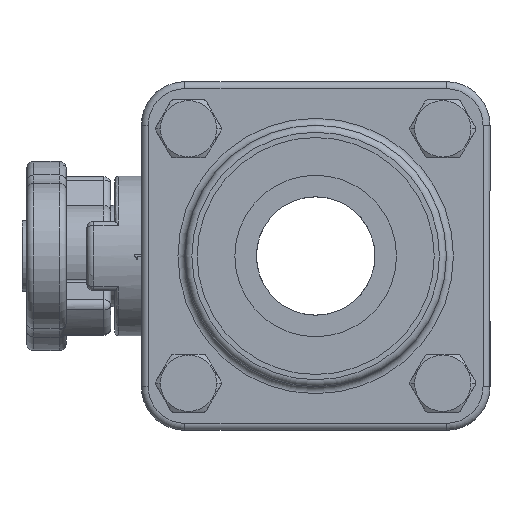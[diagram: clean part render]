
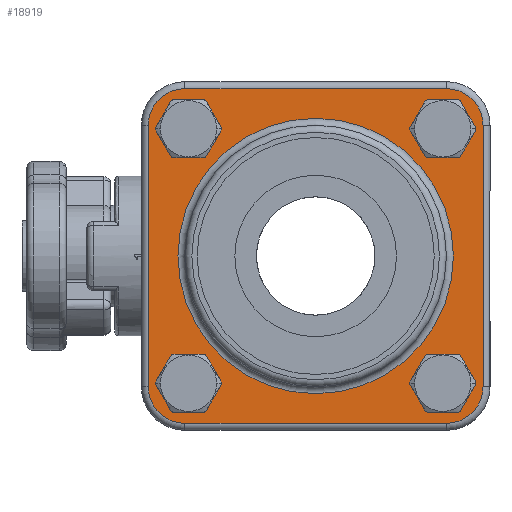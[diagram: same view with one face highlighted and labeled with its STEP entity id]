
A CAD part, left-side view. The second image highlights one B-rep face of the part: STEP entity #18919.
In plain terms, the highlighted face is planar.
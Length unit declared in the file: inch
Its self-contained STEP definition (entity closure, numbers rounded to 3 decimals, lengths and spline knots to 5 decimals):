
#630=FACE_BOUND('',#3064,.T.);
#631=FACE_BOUND('',#3065,.T.);
#632=FACE_BOUND('',#3066,.T.);
#633=FACE_BOUND('',#3067,.T.);
#634=FACE_BOUND('',#3068,.T.);
#1002=PLANE('',#21176);
#1879=FACE_OUTER_BOUND('',#3063,.T.);
#3063=EDGE_LOOP('',(#16348,#16349,#16350,#16351,#16352,#16353,#16354,#16355));
#3064=EDGE_LOOP('',(#16356,#16357));
#3065=EDGE_LOOP('',(#16358,#16359));
#3066=EDGE_LOOP('',(#16360,#16361));
#3067=EDGE_LOOP('',(#16362,#16363));
#3068=EDGE_LOOP('',(#16364));
#4557=CIRCLE('',#21175,1.185);
#4558=CIRCLE('',#21177,0.315);
#4559=CIRCLE('',#21178,0.315);
#4560=CIRCLE('',#21179,0.315);
#4561=CIRCLE('',#21180,0.315);
#4562=CIRCLE('',#21181,0.175);
#4563=CIRCLE('',#21182,0.175);
#4564=CIRCLE('',#21183,0.175);
#4565=CIRCLE('',#21184,0.175);
#4566=CIRCLE('',#21185,0.175);
#4567=CIRCLE('',#21186,0.175);
#4568=CIRCLE('',#21187,0.175);
#4569=CIRCLE('',#21188,0.175);
#5829=LINE('',#37035,#7205);
#5830=LINE('',#37039,#7206);
#5831=LINE('',#37043,#7207);
#5832=LINE('',#37047,#7208);
#7205=VECTOR('',#25936,0.3937);
#7206=VECTOR('',#25939,0.3937);
#7207=VECTOR('',#25942,0.3937);
#7208=VECTOR('',#25945,0.3937);
#8920=VERTEX_POINT('',#37029);
#8921=VERTEX_POINT('',#37033);
#8922=VERTEX_POINT('',#37034);
#8923=VERTEX_POINT('',#37036);
#8924=VERTEX_POINT('',#37038);
#8925=VERTEX_POINT('',#37040);
#8926=VERTEX_POINT('',#37042);
#8927=VERTEX_POINT('',#37044);
#8928=VERTEX_POINT('',#37046);
#8929=VERTEX_POINT('',#37049);
#8930=VERTEX_POINT('',#37050);
#8931=VERTEX_POINT('',#37053);
#8932=VERTEX_POINT('',#37054);
#8933=VERTEX_POINT('',#37057);
#8934=VERTEX_POINT('',#37058);
#8935=VERTEX_POINT('',#37061);
#8936=VERTEX_POINT('',#37062);
#11442=EDGE_CURVE('',#8920,#8920,#4557,.T.);
#11443=EDGE_CURVE('',#8921,#8922,#5829,.T.);
#11444=EDGE_CURVE('',#8923,#8921,#4558,.T.);
#11445=EDGE_CURVE('',#8924,#8923,#5830,.T.);
#11446=EDGE_CURVE('',#8925,#8924,#4559,.T.);
#11447=EDGE_CURVE('',#8926,#8925,#5831,.T.);
#11448=EDGE_CURVE('',#8927,#8926,#4560,.T.);
#11449=EDGE_CURVE('',#8928,#8927,#5832,.T.);
#11450=EDGE_CURVE('',#8922,#8928,#4561,.T.);
#11451=EDGE_CURVE('',#8929,#8930,#4562,.T.);
#11452=EDGE_CURVE('',#8930,#8929,#4563,.T.);
#11453=EDGE_CURVE('',#8931,#8932,#4564,.T.);
#11454=EDGE_CURVE('',#8932,#8931,#4565,.T.);
#11455=EDGE_CURVE('',#8933,#8934,#4566,.T.);
#11456=EDGE_CURVE('',#8934,#8933,#4567,.T.);
#11457=EDGE_CURVE('',#8935,#8936,#4568,.T.);
#11458=EDGE_CURVE('',#8936,#8935,#4569,.T.);
#16348=ORIENTED_EDGE('',*,*,#11443,.F.);
#16349=ORIENTED_EDGE('',*,*,#11444,.F.);
#16350=ORIENTED_EDGE('',*,*,#11445,.F.);
#16351=ORIENTED_EDGE('',*,*,#11446,.F.);
#16352=ORIENTED_EDGE('',*,*,#11447,.F.);
#16353=ORIENTED_EDGE('',*,*,#11448,.F.);
#16354=ORIENTED_EDGE('',*,*,#11449,.F.);
#16355=ORIENTED_EDGE('',*,*,#11450,.F.);
#16356=ORIENTED_EDGE('',*,*,#11451,.T.);
#16357=ORIENTED_EDGE('',*,*,#11452,.T.);
#16358=ORIENTED_EDGE('',*,*,#11453,.T.);
#16359=ORIENTED_EDGE('',*,*,#11454,.T.);
#16360=ORIENTED_EDGE('',*,*,#11455,.T.);
#16361=ORIENTED_EDGE('',*,*,#11456,.T.);
#16362=ORIENTED_EDGE('',*,*,#11457,.T.);
#16363=ORIENTED_EDGE('',*,*,#11458,.T.);
#16364=ORIENTED_EDGE('',*,*,#11442,.F.);
#18919=ADVANCED_FACE('',(#1879,#630,#631,#632,#633,#634),#1002,.T.);
#21175=AXIS2_PLACEMENT_3D('',#37031,#25932,#25933);
#21176=AXIS2_PLACEMENT_3D('',#37032,#25934,#25935);
#21177=AXIS2_PLACEMENT_3D('',#37037,#25937,#25938);
#21178=AXIS2_PLACEMENT_3D('',#37041,#25940,#25941);
#21179=AXIS2_PLACEMENT_3D('',#37045,#25943,#25944);
#21180=AXIS2_PLACEMENT_3D('',#37048,#25946,#25947);
#21181=AXIS2_PLACEMENT_3D('',#37051,#25948,#25949);
#21182=AXIS2_PLACEMENT_3D('',#37052,#25950,#25951);
#21183=AXIS2_PLACEMENT_3D('',#37055,#25952,#25953);
#21184=AXIS2_PLACEMENT_3D('',#37056,#25954,#25955);
#21185=AXIS2_PLACEMENT_3D('',#37059,#25956,#25957);
#21186=AXIS2_PLACEMENT_3D('',#37060,#25958,#25959);
#21187=AXIS2_PLACEMENT_3D('',#37063,#25960,#25961);
#21188=AXIS2_PLACEMENT_3D('',#37064,#25962,#25963);
#25932=DIRECTION('center_axis',(0.,0.,1.));
#25933=DIRECTION('ref_axis',(-1.,0.,0.));
#25934=DIRECTION('center_axis',(0.,0.,1.));
#25935=DIRECTION('ref_axis',(1.,0.,0.));
#25936=DIRECTION('',(1.,0.,0.));
#25937=DIRECTION('center_axis',(0.,0.,-1.));
#25938=DIRECTION('ref_axis',(-0.707,0.707,0.));
#25939=DIRECTION('',(0.,1.,0.));
#25940=DIRECTION('center_axis',(0.,0.,-1.));
#25941=DIRECTION('ref_axis',(-0.707,-0.707,0.));
#25942=DIRECTION('',(-1.,0.,0.));
#25943=DIRECTION('center_axis',(0.,0.,-1.));
#25944=DIRECTION('ref_axis',(0.707,-0.707,0.));
#25945=DIRECTION('',(0.,-1.,0.));
#25946=DIRECTION('center_axis',(0.,0.,-1.));
#25947=DIRECTION('ref_axis',(0.707,0.707,0.));
#25948=DIRECTION('center_axis',(0.,0.,-1.));
#25949=DIRECTION('ref_axis',(0.,-1.,0.));
#25950=DIRECTION('center_axis',(0.,0.,-1.));
#25951=DIRECTION('ref_axis',(0.,-1.,0.));
#25952=DIRECTION('center_axis',(0.,0.,-1.));
#25953=DIRECTION('ref_axis',(-1.,0.,0.));
#25954=DIRECTION('center_axis',(0.,0.,-1.));
#25955=DIRECTION('ref_axis',(-1.,0.,0.));
#25956=DIRECTION('center_axis',(0.,0.,-1.));
#25957=DIRECTION('ref_axis',(0.,1.,0.));
#25958=DIRECTION('center_axis',(0.,0.,-1.));
#25959=DIRECTION('ref_axis',(0.,1.,0.));
#25960=DIRECTION('center_axis',(0.,0.,-1.));
#25961=DIRECTION('ref_axis',(1.,0.,0.));
#25962=DIRECTION('center_axis',(0.,0.,-1.));
#25963=DIRECTION('ref_axis',(1.,0.,0.));
#37029=CARTESIAN_POINT('',(1.185,0.,0.59));
#37031=CARTESIAN_POINT('Origin',(0.,0.,0.59));
#37032=CARTESIAN_POINT('Origin',(0.,0.,
0.59));
#37033=CARTESIAN_POINT('',(-1.125,1.44,0.59));
#37034=CARTESIAN_POINT('',(1.125,1.44,0.59));
#37035=CARTESIAN_POINT('',(-0.75,1.44,0.59));
#37036=CARTESIAN_POINT('',(-1.44,1.125,0.59));
#37037=CARTESIAN_POINT('Origin',(-1.125,1.125,0.59));
#37038=CARTESIAN_POINT('',(-1.44,-1.125,0.59));
#37039=CARTESIAN_POINT('',(-1.44,-0.75,0.59));
#37040=CARTESIAN_POINT('',(-1.125,-1.44,0.59));
#37041=CARTESIAN_POINT('Origin',(-1.125,-1.125,0.59));
#37042=CARTESIAN_POINT('',(1.125,-1.44,0.59));
#37043=CARTESIAN_POINT('',(0.75,-1.44,0.59));
#37044=CARTESIAN_POINT('',(1.44,-1.125,0.59));
#37045=CARTESIAN_POINT('Origin',(1.125,-1.125,0.59));
#37046=CARTESIAN_POINT('',(1.44,1.125,0.59));
#37047=CARTESIAN_POINT('',(1.44,0.75,0.59));
#37048=CARTESIAN_POINT('Origin',(1.125,1.125,0.59));
#37049=CARTESIAN_POINT('',(1.094,0.919,0.59));
#37050=CARTESIAN_POINT('',(1.094,1.269,0.59));
#37051=CARTESIAN_POINT('Origin',(1.094,1.094,0.59));
#37052=CARTESIAN_POINT('Origin',(1.094,1.094,0.59));
#37053=CARTESIAN_POINT('',(0.919,-1.094,0.59));
#37054=CARTESIAN_POINT('',(1.269,-1.094,0.59));
#37055=CARTESIAN_POINT('Origin',(1.094,-1.094,0.59));
#37056=CARTESIAN_POINT('Origin',(1.094,-1.094,0.59));
#37057=CARTESIAN_POINT('',(-1.094,-0.919,0.59));
#37058=CARTESIAN_POINT('',(-1.094,-1.269,0.59));
#37059=CARTESIAN_POINT('Origin',(-1.094,-1.094,0.59));
#37060=CARTESIAN_POINT('Origin',(-1.094,-1.094,0.59));
#37061=CARTESIAN_POINT('',(-0.919,1.094,0.59));
#37062=CARTESIAN_POINT('',(-1.269,1.094,0.59));
#37063=CARTESIAN_POINT('Origin',(-1.094,1.094,0.59));
#37064=CARTESIAN_POINT('Origin',(-1.094,1.094,0.59));
